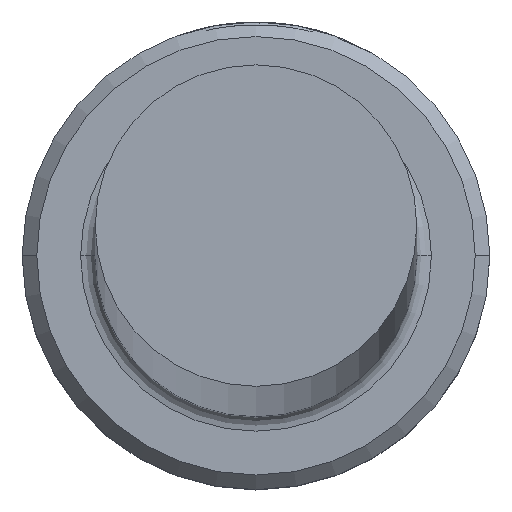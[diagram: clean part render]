
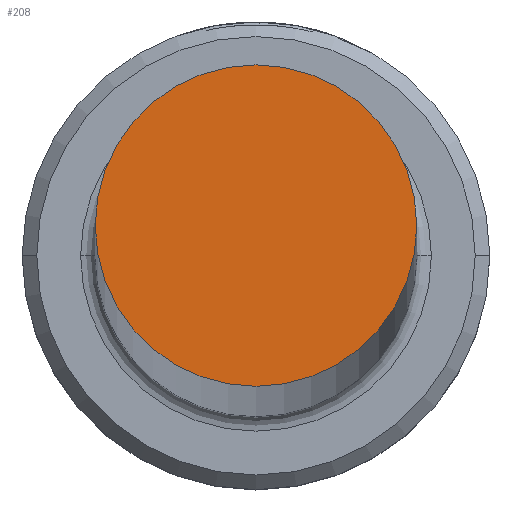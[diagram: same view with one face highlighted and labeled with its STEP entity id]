
A CAD part, top view. The second image highlights one B-rep face of the part: STEP entity #208.
In plain terms, the highlighted planar face has unit normal (0, 0, 1).
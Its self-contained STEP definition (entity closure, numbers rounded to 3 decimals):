
#64 = DIRECTION ( 'NONE',  ( 0., 0., 1. ) ) ;
#85 = FACE_OUTER_BOUND ( 'NONE', #469, .T. ) ;
#142 = CARTESIAN_POINT ( 'NONE',  ( 5.5, 0., 600. ) ) ;
#208 = ADVANCED_FACE ( 'NONE', ( #85 ), #508, .T. ) ;
#235 = ORIENTED_EDGE ( 'NONE', *, *, #1076, .T. ) ;
#245 = DIRECTION ( 'NONE',  ( 1., 0., 0. ) ) ;
#273 = CARTESIAN_POINT ( 'NONE',  ( 0., 0., 600. ) ) ;
#283 = AXIS2_PLACEMENT_3D ( 'NONE', #273, #917, #356 ) ;
#286 = CIRCLE ( 'NONE', #283, 5.5 ) ;
#356 = DIRECTION ( 'NONE',  ( 1., 0., 0. ) ) ;
#358 = CIRCLE ( 'NONE', #1109, 5.5 ) ;
#419 = CARTESIAN_POINT ( 'NONE',  ( -5.5, 0., 600. ) ) ;
#469 = EDGE_LOOP ( 'NONE', ( #575, #235 ) ) ;
#508 = PLANE ( 'NONE',  #1003 ) ;
#526 = VERTEX_POINT ( 'NONE', #142 ) ;
#575 = ORIENTED_EDGE ( 'NONE', *, *, #652, .T. ) ;
#607 = CARTESIAN_POINT ( 'NONE',  ( 0., 0., 600. ) ) ;
#619 = CARTESIAN_POINT ( 'NONE',  ( 0., 0., 600. ) ) ;
#632 = VERTEX_POINT ( 'NONE', #419 ) ;
#652 = EDGE_CURVE ( 'NONE', #632, #526, #358, .T. ) ;
#692 = DIRECTION ( 'NONE',  ( 0., 0., 1. ) ) ;
#704 = DIRECTION ( 'NONE',  ( 1., 0., 0. ) ) ;
#917 = DIRECTION ( 'NONE',  ( 0., 0., 1. ) ) ;
#1003 = AXIS2_PLACEMENT_3D ( 'NONE', #607, #692, #245 ) ;
#1076 = EDGE_CURVE ( 'NONE', #526, #632, #286, .T. ) ;
#1109 = AXIS2_PLACEMENT_3D ( 'NONE', #619, #64, #704 ) ;
